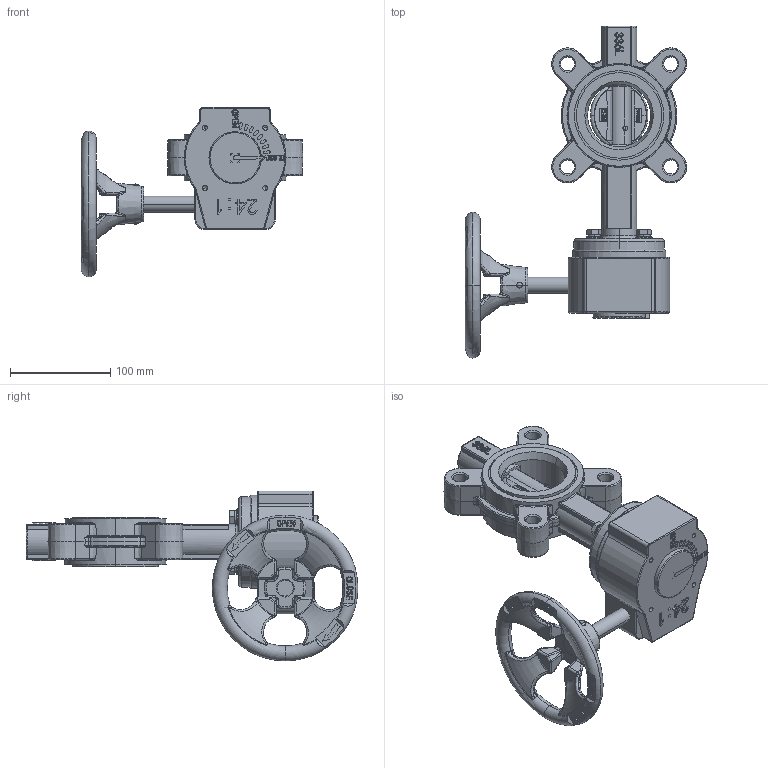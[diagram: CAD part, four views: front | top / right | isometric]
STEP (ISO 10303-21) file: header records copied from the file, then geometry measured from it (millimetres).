
FILE_DESCRIPTION (( 'STEP AP203' ), '1' );
FILE_NAME ('L9 DN65 + RM PN25.STEP', '2023-11-20T16:07:23', ( '' ), ( '' ), 'SwSTEP 2.0', 'SolidWorks 2023', '' );
FILE_SCHEMA (( 'CONFIG_CONTROL_DESIGN' ));
Products named in the file (1): L9 DN65 + RM PN25
Bounding box: 220.2 x 330.3 x 169 mm (x, y, z)
Volume: 1385348.2 mm3; surface area: 173968.5 mm2
Topology: 1 solids, 9 shells, 1615 faces, 4051 edges, 2449 vertices
Faces by surface type: plane 593, bspline 388, cylinder 274, torus 172, cone 148, sphere 40
Entity records: 79653 total; most frequent: CARTESIAN_POINT 44049, ORIENTED_EDGE 7918, DIRECTION 6609, EDGE_CURVE 3959, VERTEX_POINT 2447, AXIS2_PLACEMENT_3D 2440, VECTOR 1729, LINE 1729
